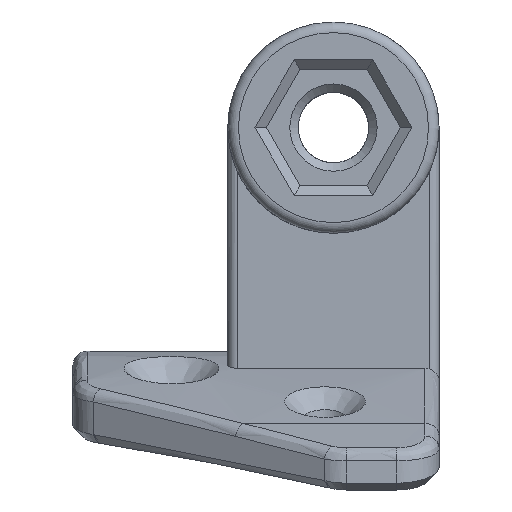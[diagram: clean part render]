
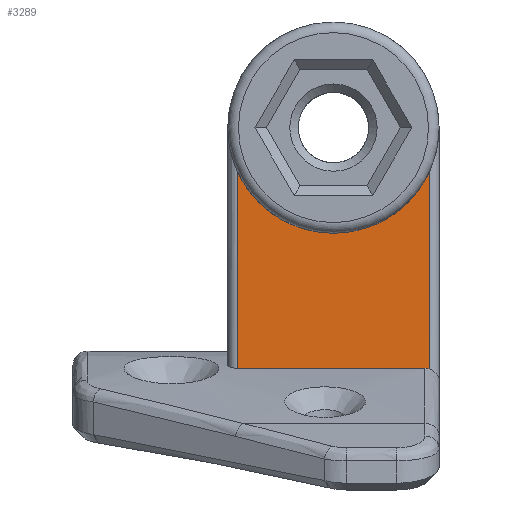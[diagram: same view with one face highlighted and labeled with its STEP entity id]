
A CAD part, left-side view. The second image highlights one B-rep face of the part: STEP entity #3289.
In plain terms, the highlighted planar face has unit normal (-1, 0, 0).
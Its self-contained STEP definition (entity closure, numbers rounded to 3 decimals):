
#75=PLANE('',#3499);
#117=CIRCLE('',#3500,7.5);
#223=FACE_OUTER_BOUND('',#431,.T.);
#431=EDGE_LOOP('',(#2349,#2350,#2351,#2352,#2353));
#632=B_SPLINE_CURVE_WITH_KNOTS('',3,(#4713,#4714,#4715,#4716),
 .UNSPECIFIED.,.F.,.F.,(4,4),(0.12,1.45),.UNSPECIFIED.);
#721=B_SPLINE_CURVE_WITH_KNOTS('',3,(#6419,#6420,#6421,#6422,#6423,#6424,
#6425,#6426,#6427,#6428),.UNSPECIFIED.,.F.,.F.,(4,3,3,4),(0.,0.013,
0.026,0.031),.UNSPECIFIED.);
#878=LINE('',#5939,#1088);
#911=LINE('',#6410,#1121);
#1088=VECTOR('',#3709,10.);
#1121=VECTOR('',#3750,10.);
#1308=VERTEX_POINT('',#4706);
#1309=VERTEX_POINT('',#4712);
#1335=VERTEX_POINT('',#5916);
#1338=VERTEX_POINT('',#5932);
#1428=VERTEX_POINT('',#6409);
#1646=EDGE_CURVE('',#1309,#1308,#632,.T.);
#1685=EDGE_CURVE('',#1338,#1335,#878,.T.);
#1779=EDGE_CURVE('',#1309,#1428,#911,.T.);
#1781=EDGE_CURVE('',#1338,#1428,#117,.T.);
#1782=EDGE_CURVE('',#1335,#1308,#721,.F.);
#2349=ORIENTED_EDGE('',*,*,#1685,.F.);
#2350=ORIENTED_EDGE('',*,*,#1781,.T.);
#2351=ORIENTED_EDGE('',*,*,#1779,.F.);
#2352=ORIENTED_EDGE('',*,*,#1646,.T.);
#2353=ORIENTED_EDGE('',*,*,#1782,.F.);
#3289=ADVANCED_FACE('',(#223),#75,.T.);
#3499=AXIS2_PLACEMENT_3D('',#6417,#3751,#3752);
#3500=AXIS2_PLACEMENT_3D('',#6418,#3753,#3754);
#3709=DIRECTION('',(0.,0.,-1.));
#3750=DIRECTION('',(0.,0.,1.));
#3751=DIRECTION('center_axis',(-1.,0.,0.));
#3752=DIRECTION('ref_axis',(0.,-1.,0.));
#3753=DIRECTION('center_axis',(1.,0.,0.));
#3754=DIRECTION('ref_axis',(0.,-1.,0.));
#4706=CARTESIAN_POINT('',(-7.125,1.,8.905));
#4712=CARTESIAN_POINT('',(-7.125,14.3,8.905));
#4713=CARTESIAN_POINT('Ctrl Pts',(-7.125,14.3,8.905));
#4714=CARTESIAN_POINT('Ctrl Pts',(-7.125,9.867,8.905));
#4715=CARTESIAN_POINT('Ctrl Pts',(-7.125,5.433,8.905));
#4716=CARTESIAN_POINT('Ctrl Pts',(-7.125,1.,8.905));
#5916=CARTESIAN_POINT('',(-7.125,0.7,8.857));
#5932=CARTESIAN_POINT('',(-7.125,0.7,22.836));
#5939=CARTESIAN_POINT('',(-7.125,0.7,11.5));
#6409=CARTESIAN_POINT('',(-7.125,14.3,22.836));
#6410=CARTESIAN_POINT('',(-7.125,14.3,11.5));
#6417=CARTESIAN_POINT('Origin',(-7.125,15.,11.5));
#6418=CARTESIAN_POINT('Origin',(-7.125,7.5,26.));
#6419=CARTESIAN_POINT('Ctrl Pts',(-7.125,1.,8.905));
#6420=CARTESIAN_POINT('Ctrl Pts',(-7.125,0.957,8.905));
#6421=CARTESIAN_POINT('Ctrl Pts',(-7.125,0.914,8.902));
#6422=CARTESIAN_POINT('Ctrl Pts',(-7.125,0.871,8.896));
#6423=CARTESIAN_POINT('Ctrl Pts',(-7.125,0.827,8.89));
#6424=CARTESIAN_POINT('Ctrl Pts',(-7.125,0.784,8.881));
#6425=CARTESIAN_POINT('Ctrl Pts',(-7.125,0.741,8.869));
#6426=CARTESIAN_POINT('Ctrl Pts',(-7.125,0.727,8.865));
#6427=CARTESIAN_POINT('Ctrl Pts',(-7.125,0.713,8.861));
#6428=CARTESIAN_POINT('Ctrl Pts',(-7.125,0.7,8.857));
